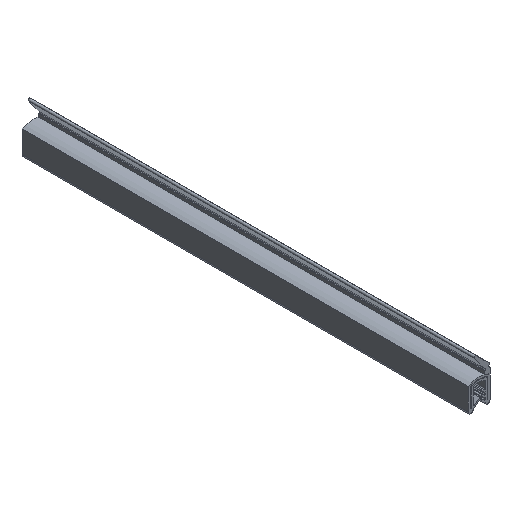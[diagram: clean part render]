
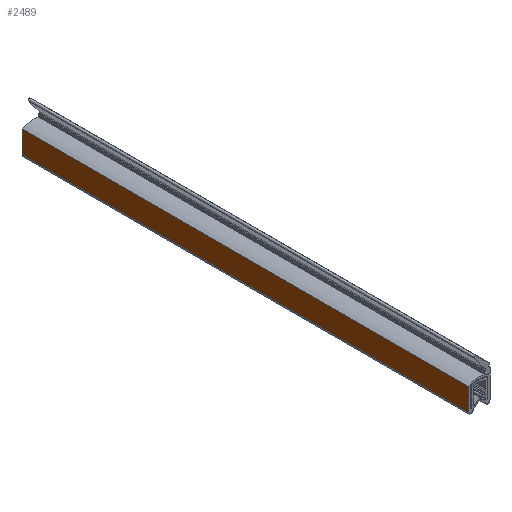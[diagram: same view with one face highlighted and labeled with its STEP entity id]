
A CAD part, isometric view. The second image highlights one B-rep face of the part: STEP entity #2489.
In plain terms, the highlighted free-form (B-spline) face has degree [1, 1] with [2, 2] control points.
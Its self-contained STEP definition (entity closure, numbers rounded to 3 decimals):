
#696=CARTESIAN_POINT('',(-4.9,0.0,11.077));
#697=VERTEX_POINT('',#696);
#711=CARTESIAN_POINT('',(-4.9,0.0,1.123));
#712=VERTEX_POINT('',#711);
#713=CARTESIAN_POINT('',(-4.9,0.0,11.077));
#714=CARTESIAN_POINT('',(-4.9,0.0,1.123));
#715=QUASI_UNIFORM_CURVE('',1,(#713,#714),.UNSPECIFIED.,.F.,.U.);
#716=EDGE_CURVE('',#697,#712,#715,.T.);
#1177=CARTESIAN_POINT('',(-4.9,200.0,11.077));
#1178=VERTEX_POINT('',#1177);
#1492=CARTESIAN_POINT('',(-4.9,200.0,1.123));
#1493=VERTEX_POINT('',#1492);
#1509=CARTESIAN_POINT('',(-4.9,200.0,11.077));
#1510=CARTESIAN_POINT('',(-4.9,200.0,1.123));
#1511=QUASI_UNIFORM_CURVE('',1,(#1509,#1510),.UNSPECIFIED.,.F.,.U.);
#1512=EDGE_CURVE('',#1178,#1493,#1511,.T.);
#2464=CARTESIAN_POINT('',(-4.9,200.0,1.123));
#2465=CARTESIAN_POINT('',(-4.9,0.0,1.123));
#2466=QUASI_UNIFORM_CURVE('',1,(#2464,#2465),.UNSPECIFIED.,.F.,.U.);
#2467=EDGE_CURVE('',#1493,#712,#2466,.T.);
#2474=CARTESIAN_POINT('',(-4.9,-9.99,0.626));
#2475=CARTESIAN_POINT('',(-4.9,-9.99,11.574));
#2476=CARTESIAN_POINT('',(-4.9,209.99,0.626));
#2477=CARTESIAN_POINT('',(-4.9,209.99,11.574));
#2478=B_SPLINE_SURFACE_WITH_KNOTS('',1,1,((#2474,#2476),(#2475,#2477)),.UNSPECIFIED.,.F.,.F.,.U.,(2,2),(2,2),(0.0,10.948),(0.0,219.98),.UNSPECIFIED.);
#2479=ORIENTED_EDGE('',*,*,#716,.F.);
#2480=CARTESIAN_POINT('',(-4.9,200.0,11.077));
#2481=CARTESIAN_POINT('',(-4.9,0.0,11.077));
#2482=QUASI_UNIFORM_CURVE('',1,(#2480,#2481),.UNSPECIFIED.,.F.,.U.);
#2483=EDGE_CURVE('',#1178,#697,#2482,.T.);
#2484=ORIENTED_EDGE('',*,*,#2483,.F.);
#2485=ORIENTED_EDGE('',*,*,#1512,.T.);
#2486=ORIENTED_EDGE('',*,*,#2467,.T.);
#2487=EDGE_LOOP('',(#2479,#2484,#2485,#2486));
#2488=FACE_OUTER_BOUND('',#2487,.T.);
#2489=ADVANCED_FACE('',(#2488),#2478,.T.);
